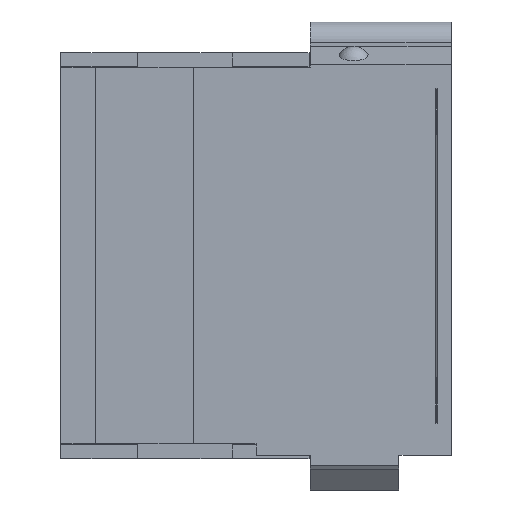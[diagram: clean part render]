
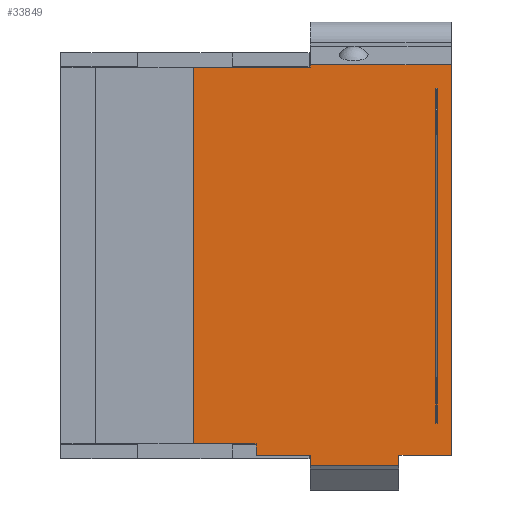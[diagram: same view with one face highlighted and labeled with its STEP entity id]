
A CAD part, front view. The second image highlights one B-rep face of the part: STEP entity #33849.
In plain terms, the highlighted planar face has unit normal (0, -1, 0).
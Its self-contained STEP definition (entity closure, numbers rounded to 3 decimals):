
#2945=DIRECTION('',(1.,0.,0.));
#2946=VECTOR('',#2945,8.4);
#2947=CARTESIAN_POINT('',(-4.5,0.,13.5));
#2948=LINE('',#2947,#2946);
#2969=DIRECTION('',(0.,0.,-1.));
#2970=VECTOR('',#2969,27.);
#2971=CARTESIAN_POINT('',(-4.5,0.,13.5));
#2972=LINE('',#2971,#2970);
#2973=DIRECTION('',(1.,0.,0.));
#2974=VECTOR('',#2973,10.1);
#2975=CARTESIAN_POINT('',(3.9,0.,13.7));
#2976=LINE('',#2975,#2974);
#2977=DIRECTION('',(0.,0.,-1.));
#2978=VECTOR('',#2977,28.);
#2979=CARTESIAN_POINT('',(14.,0.,13.7));
#2980=LINE('',#2979,#2978);
#2981=DIRECTION('',(-1.,0.,0.));
#2982=VECTOR('',#2981,3.75);
#2983=CARTESIAN_POINT('',(14.,0.,-14.3));
#2984=LINE('',#2983,#2982);
#2985=DIRECTION('',(0.,0.,1.));
#2986=VECTOR('',#2985,0.732);
#2987=CARTESIAN_POINT('',(10.25,0.,-15.032));
#2988=LINE('',#2987,#2986);
#2989=DIRECTION('',(-1.,0.,0.));
#2990=VECTOR('',#2989,6.35);
#2991=CARTESIAN_POINT('',(10.25,0.,-15.032));
#2992=LINE('',#2991,#2990);
#2993=DIRECTION('',(0.,0.,1.));
#2994=VECTOR('',#2993,0.732);
#2995=CARTESIAN_POINT('',(3.9,0.,-15.032));
#2996=LINE('',#2995,#2994);
#2997=DIRECTION('',(1.,0.,0.));
#2998=VECTOR('',#2997,3.9);
#2999=CARTESIAN_POINT('',(0.,0.,-14.3));
#3000=LINE('',#2999,#2998);
#3001=DIRECTION('',(-1.,0.,0.));
#3002=VECTOR('',#3001,4.5);
#3003=CARTESIAN_POINT('',(0.,0.,-13.5));
#3004=LINE('',#3003,#3002);
#3005=DIRECTION('',(0.,0.,1.));
#3006=VECTOR('',#3005,24.);
#3007=CARTESIAN_POINT('',(12.9,0.,-12.));
#3008=LINE('',#3007,#3006);
#3009=DIRECTION('',(0.,0.,1.));
#3010=VECTOR('',#3009,24.);
#3011=CARTESIAN_POINT('',(13.,0.,-12.));
#3012=LINE('',#3011,#3010);
#3055=DIRECTION('',(0.,0.,-1.));
#3056=VECTOR('',#3055,0.2);
#3057=CARTESIAN_POINT('',(3.9,0.,13.7));
#3058=LINE('',#3057,#3056);
#3303=DIRECTION('',(0.,0.,1.));
#3304=VECTOR('',#3303,0.8);
#3305=CARTESIAN_POINT('',(0.,0.,-14.3));
#3306=LINE('',#3305,#3304);
#3651=DIRECTION('',(1.,0.,0.));
#3652=VECTOR('',#3651,0.1);
#3653=CARTESIAN_POINT('',(12.9,0.,12.));
#3654=LINE('',#3653,#3652);
#3831=DIRECTION('',(-1.,0.,0.));
#3832=VECTOR('',#3831,0.1);
#3833=CARTESIAN_POINT('',(13.,0.,-12.));
#3834=LINE('',#3833,#3832);
#24796=CARTESIAN_POINT('',(3.9,0.,13.7));
#24797=VERTEX_POINT('',#24796);
#24832=CARTESIAN_POINT('',(14.,0.,13.7));
#24833=VERTEX_POINT('',#24832);
#24838=CARTESIAN_POINT('',(3.9,0.,13.5));
#24839=VERTEX_POINT('',#24838);
#24840=CARTESIAN_POINT('',(0.,0.,-13.5));
#24842=VERTEX_POINT('',#24840);
#24846=CARTESIAN_POINT('',(0.,0.,-14.3));
#24847=CARTESIAN_POINT('',(3.9,0.,-14.3));
#24848=VERTEX_POINT('',#24846);
#24849=VERTEX_POINT('',#24847);
#24850=CARTESIAN_POINT('',(3.9,0.,-15.032));
#24851=VERTEX_POINT('',#24850);
#24852=CARTESIAN_POINT('',(10.25,0.,-15.032));
#24853=CARTESIAN_POINT('',(10.25,0.,-14.3));
#24854=VERTEX_POINT('',#24852);
#24855=VERTEX_POINT('',#24853);
#24856=CARTESIAN_POINT('',(14.,0.,-14.3));
#24857=VERTEX_POINT('',#24856);
#25015=CARTESIAN_POINT('',(13.,0.,-12.));
#25016=CARTESIAN_POINT('',(13.,0.,12.));
#25017=VERTEX_POINT('',#25015);
#25018=VERTEX_POINT('',#25016);
#25335=CARTESIAN_POINT('',(-4.5,0.,-13.5));
#25337=VERTEX_POINT('',#25335);
#25343=CARTESIAN_POINT('',(-4.5,0.,13.5));
#25345=VERTEX_POINT('',#25343);
#28979=CARTESIAN_POINT('',(12.9,0.,-12.));
#28981=VERTEX_POINT('',#28979);
#28983=CARTESIAN_POINT('',(12.9,0.,12.));
#28985=VERTEX_POINT('',#28983);
#33810=CARTESIAN_POINT('',(-14.,0.,-13.5));
#33811=DIRECTION('',(0.,-1.,0.));
#33812=DIRECTION('',(1.,0.,0.));
#33813=AXIS2_PLACEMENT_3D('',#33810,#33811,#33812);
#33814=PLANE('',#33813);
#33815=ORIENTED_EDGE('',*,*,#33803,.F.);
#33816=ORIENTED_EDGE('',*,*,#33759,.T.);
#33818=ORIENTED_EDGE('',*,*,#33817,.F.);
#33820=ORIENTED_EDGE('',*,*,#33819,.T.);
#33822=ORIENTED_EDGE('',*,*,#33821,.T.);
#33824=ORIENTED_EDGE('',*,*,#33823,.T.);
#33826=ORIENTED_EDGE('',*,*,#33825,.F.);
#33828=ORIENTED_EDGE('',*,*,#33827,.T.);
#33830=ORIENTED_EDGE('',*,*,#33829,.T.);
#33832=ORIENTED_EDGE('',*,*,#33831,.F.);
#33834=ORIENTED_EDGE('',*,*,#33833,.T.);
#33836=ORIENTED_EDGE('',*,*,#33835,.T.);
#33837=EDGE_LOOP('',(#33815,#33816,#33818,#33820,#33822,#33824,#33826,#33828,
#33830,#33832,#33834,#33836));
#33838=FACE_OUTER_BOUND('',#33837,.F.);
#33840=ORIENTED_EDGE('',*,*,#33839,.F.);
#33842=ORIENTED_EDGE('',*,*,#33841,.F.);
#33844=ORIENTED_EDGE('',*,*,#33843,.F.);
#33846=ORIENTED_EDGE('',*,*,#33845,.T.);
#33847=EDGE_LOOP('',(#33840,#33842,#33844,#33846));
#33848=FACE_BOUND('',#33847,.F.);
#33849=ADVANCED_FACE('',(#33838,#33848),#33814,.T.);
#33759=EDGE_CURVE('',#25345,#24839,#2948,.T.);
#33803=EDGE_CURVE('',#25345,#25337,#2972,.T.);
#33817=EDGE_CURVE('',#24797,#24839,#3058,.T.);
#33819=EDGE_CURVE('',#24797,#24833,#2976,.T.);
#33821=EDGE_CURVE('',#24833,#24857,#2980,.T.);
#33823=EDGE_CURVE('',#24857,#24855,#2984,.T.);
#33825=EDGE_CURVE('',#24854,#24855,#2988,.T.);
#33827=EDGE_CURVE('',#24854,#24851,#2992,.T.);
#33829=EDGE_CURVE('',#24851,#24849,#2996,.T.);
#33831=EDGE_CURVE('',#24848,#24849,#3000,.T.);
#33833=EDGE_CURVE('',#24848,#24842,#3306,.T.);
#33835=EDGE_CURVE('',#24842,#25337,#3004,.T.);
#33839=EDGE_CURVE('',#28985,#25018,#3654,.T.);
#33841=EDGE_CURVE('',#28981,#28985,#3008,.T.);
#33843=EDGE_CURVE('',#25017,#28981,#3834,.T.);
#33845=EDGE_CURVE('',#25017,#25018,#3012,.T.);
